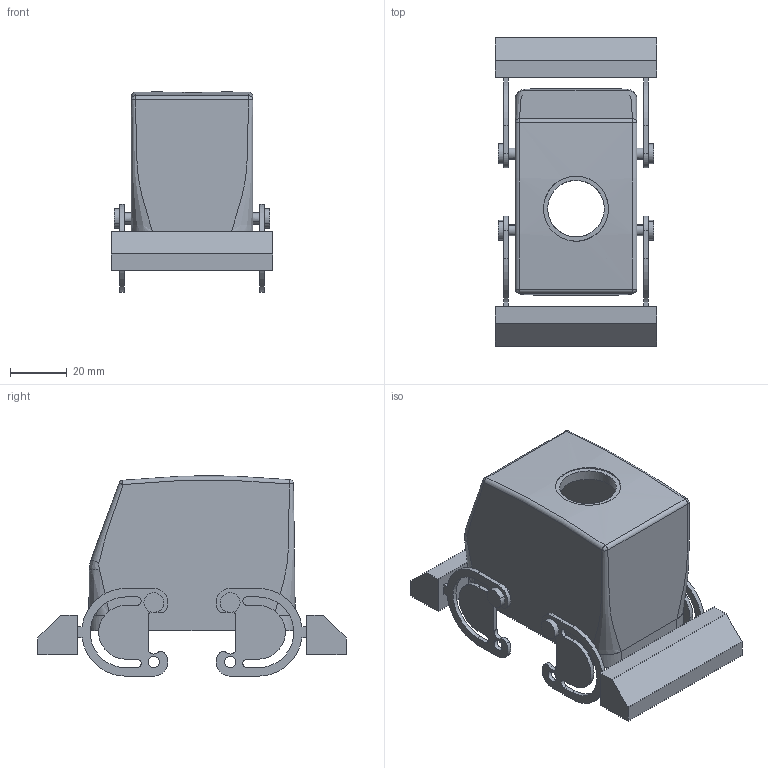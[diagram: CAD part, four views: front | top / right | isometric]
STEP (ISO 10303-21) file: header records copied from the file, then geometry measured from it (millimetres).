
FILE_DESCRIPTION(('CATIA V5 STEP Exchange','CAx-IF Rec.Pracs.--- Model Styling and Organization---1.5--- 2016-08-15','CAx-IF Rec.Pracs.---Supplemental Geometry---1.0---2011-11-01','CAx-IF Rec.Pracs.--- Composite Materials ---1.1---2010-07-15'),'2;1');
FILE_NAME ('12980747_3', '2024-11-22T08:21:40+00:00', ('none'), ('Weidmueller'), 'CATIA Version 5-6 Release 2022 SP4 HF5', 'CATIA V5 STEP AP214 v3', 'none');
FILE_SCHEMA(('AUTOMOTIVE_DESIGN { 1 0 10303 214 1 1 1 1 }'));
Length unit declared in the file: millimetre
Products named in the file (1): 1787720000_S
Bounding box: 57 x 109 x 70.8 mm (x, y, z)
Volume: 74367.9 mm3; surface area: 39728.5 mm2
Topology: 1 solids, 1 shells, 238 faces, 641 edges, 418 vertices
Faces by surface type: plane 115, cylinder 109, bspline 12, torus 2
Entity records: 8330 total; most frequent: CARTESIAN_POINT 2805, ORIENTED_EDGE 1282, DIRECTION 849, EDGE_CURVE 641, VERTEX_POINT 418, AXIS2_PLACEMENT_3D 374, VECTOR 350, LINE 350
